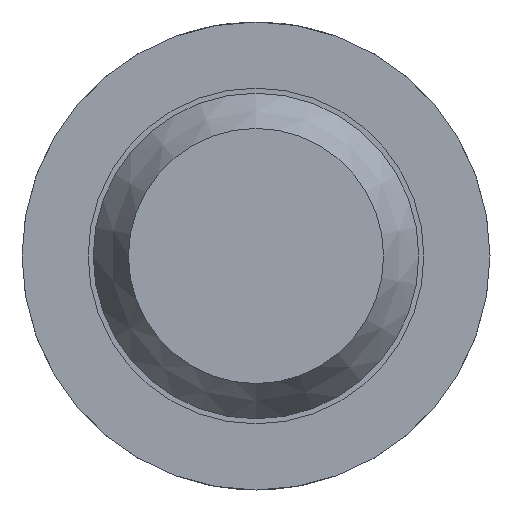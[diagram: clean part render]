
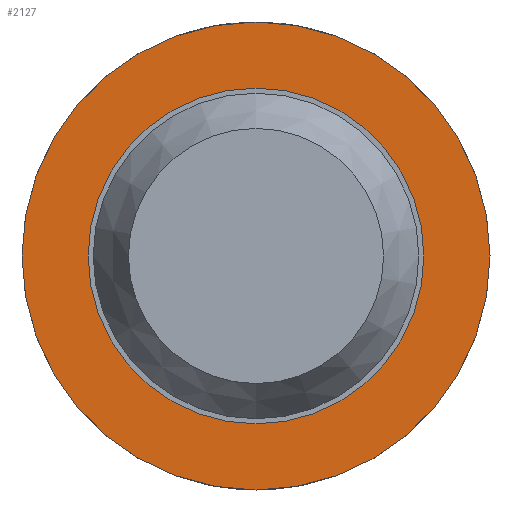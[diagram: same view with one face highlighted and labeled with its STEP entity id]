
A CAD part, front view. The second image highlights one B-rep face of the part: STEP entity #2127.
In plain terms, the highlighted planar face has unit normal (0, -1, 0).
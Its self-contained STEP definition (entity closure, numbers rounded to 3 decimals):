
#57 = AXIS2_PLACEMENT_3D ( 'NONE', #3897, #3845, #1969 ) ;
#89 = CIRCLE ( 'NONE', #57, 1.15 ) ;
#124 = ORIENTED_EDGE ( 'NONE', *, *, #2521, .F. ) ;
#186 = CIRCLE ( 'NONE', #2422, 0.825 ) ;
#394 = PLANE ( 'NONE',  #3356 ) ;
#726 = VERTEX_POINT ( 'NONE', #3062 ) ;
#879 = CARTESIAN_POINT ( 'NONE',  ( 0., -1.5, 1.15 ) ) ;
#931 = DIRECTION ( 'NONE',  ( 0., 0., 1. ) ) ;
#1243 = FACE_OUTER_BOUND ( 'NONE', #3229, .T. ) ;
#1338 = FACE_BOUND ( 'NONE', #2284, .T. ) ;
#1349 = CARTESIAN_POINT ( 'NONE',  ( 0.825, -1.5, 0. ) ) ;
#1814 = DIRECTION ( 'NONE',  ( 0., -1., 0. ) ) ;
#1969 = DIRECTION ( 'NONE',  ( 0., 0., 1. ) ) ;
#2127 = ADVANCED_FACE ( 'Defeature ausgef�hrt1_14', ( #1338, #1243 ), #394, .F. ) ;
#2284 = EDGE_LOOP ( 'NONE', ( #2419 ) ) ;
#2419 = ORIENTED_EDGE ( 'NONE', *, *, #3042, .F. ) ;
#2422 = AXIS2_PLACEMENT_3D ( 'NONE', #2767, #1814, #931 ) ;
#2460 = VERTEX_POINT ( 'NONE', #879 ) ;
#2521 = EDGE_CURVE ( 'NONE', #2460, #2460, #89, .T. ) ;
#2767 = CARTESIAN_POINT ( 'NONE',  ( 0., -1.5, 0. ) ) ;
#3042 = EDGE_CURVE ( 'NONE', #726, #726, #186, .T. ) ;
#3062 = CARTESIAN_POINT ( 'NONE',  ( 0., -1.5, 0.825 ) ) ;
#3229 = EDGE_LOOP ( 'NONE', ( #124 ) ) ;
#3356 = AXIS2_PLACEMENT_3D ( 'NONE', #1349, #3526, #3825 ) ;
#3526 = DIRECTION ( 'NONE',  ( 0., 1., 0. ) ) ;
#3825 = DIRECTION ( 'NONE',  ( 0., 0., 1. ) ) ;
#3845 = DIRECTION ( 'NONE',  ( 0., 1., 0. ) ) ;
#3897 = CARTESIAN_POINT ( 'NONE',  ( 0., -1.5, 0. ) ) ;
